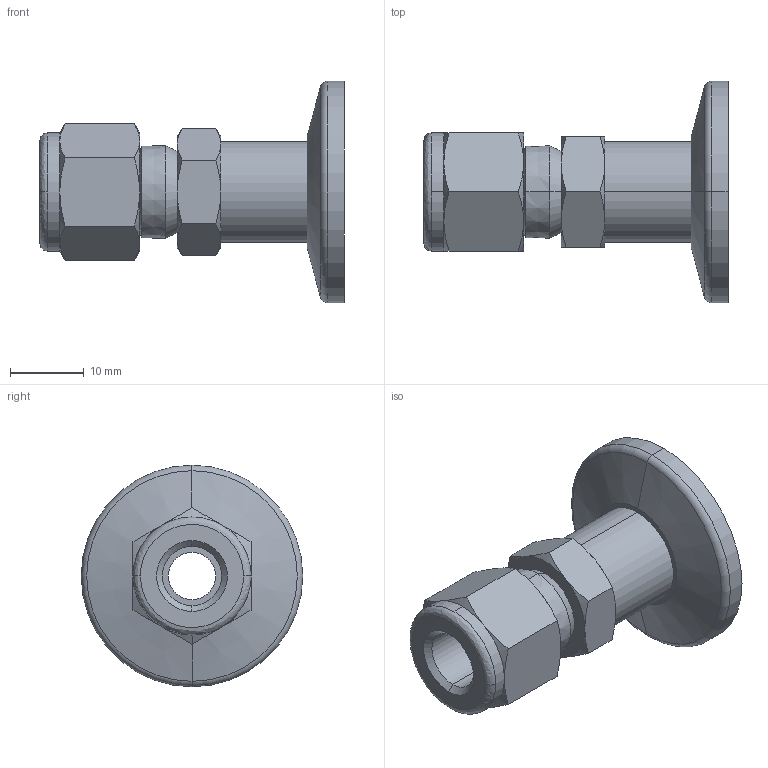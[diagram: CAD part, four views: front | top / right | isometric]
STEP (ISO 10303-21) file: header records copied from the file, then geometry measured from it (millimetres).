
FILE_DESCRIPTION (( 'STEP AP214' ), '1' );
FILE_NAME ('120ASW016-8.stp', '2017-04-11T07:03:31', ( '' ), ( '' ), 'SwSTEP 2.0', 'SolidWorks 2015', '' );
FILE_SCHEMA (( 'AUTOMOTIVE_DESIGN' ));
Length unit declared in the file: millimetre
Products named in the file (1): 120ASW016-8
Bounding box: 41.2 x 30 x 30 mm (x, y, z)
Volume: 7186.9 mm3; surface area: 4847.8 mm2
Topology: 2 solids, 2 shells, 79 faces, 169 edges, 99 vertices
Faces by surface type: cone 38, plane 21, cylinder 14, torus 4, bspline 2
Entity records: 3374 total; most frequent: CARTESIAN_POINT 796, DIRECTION 354, ORIENTED_EDGE 338, EDGE_CURVE 169, AXIS2_PLACEMENT_3D 157, VERTEX_POINT 99, EDGE_LOOP 88, UNCERTAINTY_MEASURE_WITH_UNIT 83
